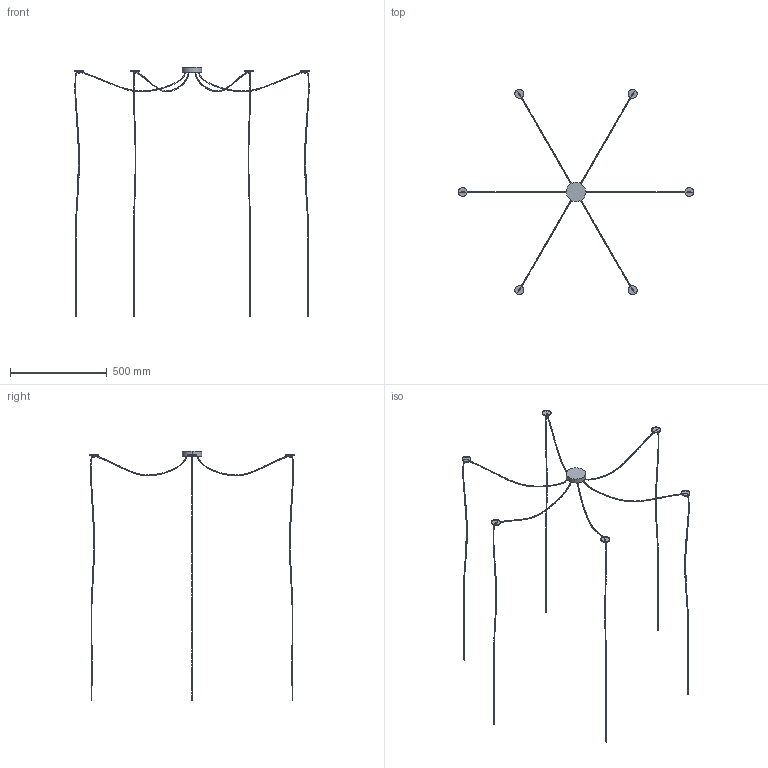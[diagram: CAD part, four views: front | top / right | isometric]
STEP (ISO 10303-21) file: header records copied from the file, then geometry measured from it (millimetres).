
FILE_DESCRIPTION(/* description */ (''),/* implementation_level */ '2;1');
FILE_NAME(/* name */ '1744.M.55_SAMOI_6cavi',/* time_stamp */ '2024-04-09T15:58:14+02:00',/* author */ (''),/* organization */ (''),/* preprocessor_version */ 'ST-DEVELOPER v16.5',/* originating_system */ 'Rhino 7.15',/* authorisation */ '');
FILE_SCHEMA (('CONFIG_CONTROL_DESIGN'));
Length unit declared in the file: millimetre
Products named in the file (1): Document
Bounding box: 1215.04 x 1058.43 x 1286.01 mm (x, y, z)
Volume: 353434.4 mm3; surface area: 180485.7 mm2
Topology: 7 solids, 13 shells, 76 faces, 162 edges, 106 vertices
Faces by surface type: bspline 36, cylinder 26, plane 14
Entity records: 9833 total; most frequent: CARTESIAN_POINT 8814, ORIENTED_EDGE 264, EDGE_CURVE 138, VERTEX_POINT 82, ADVANCED_FACE 76, FACE_OUTER_BOUND 76, EDGE_LOOP 76, B_SPLINE_CURVE_WITH_KNOTS 60
